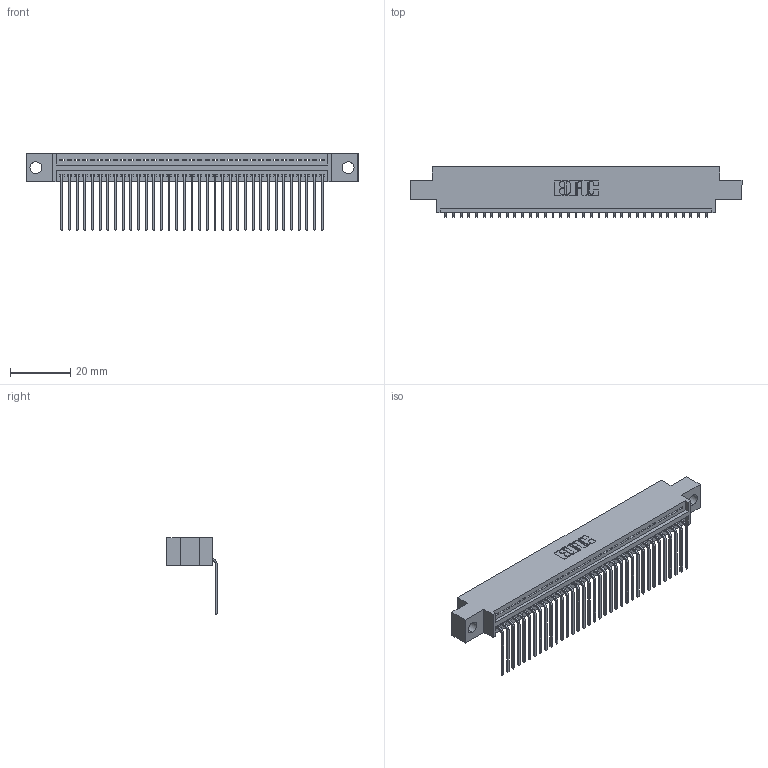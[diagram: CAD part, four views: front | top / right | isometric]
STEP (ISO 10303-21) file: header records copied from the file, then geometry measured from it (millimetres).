
FILE_DESCRIPTION (( 'STEP AP203' ), '1' );
FILE_NAME ('345-035-559-604.STEP', '2018-08-29T08:12:20', ( '' ), ( '' ), 'SwSTEP 2.0', 'SolidWorks 2016', '' );
FILE_SCHEMA (( 'CONFIG_CONTROL_DESIGN' ));
Length unit declared in the file: inch
Products named in the file (3): 345 Part_0.170 Offset - 0.156 Dia-TH; 345-292-001_558 559 Tail - 1; 345-035-559-604
Assembly tree (36 placements, depth 2):
  345-035-559-604
    345 Part_0.170 Offset - 0.156 Dia-TH
    345-292-001_558 559 Tail - 1  x35
Bounding box: 110.11 x 16.75 x 25.53 mm (x, y, z)
Volume: 10316.3 mm3; surface area: 14234.8 mm2
Topology: 36 solids, 36 shells, 2230 faces, 6723 edges, 4434 vertices
Faces by surface type: plane 1554, cylinder 676
Entity records: 27503 total; most frequent: CARTESIAN_POINT 4773, ORIENTED_EDGE 4742, DIRECTION 4177, EDGE_CURVE 2371, LINE 2099, VECTOR 2099, VERTEX_POINT 1578, AXIS2_PLACEMENT_3D 1039
